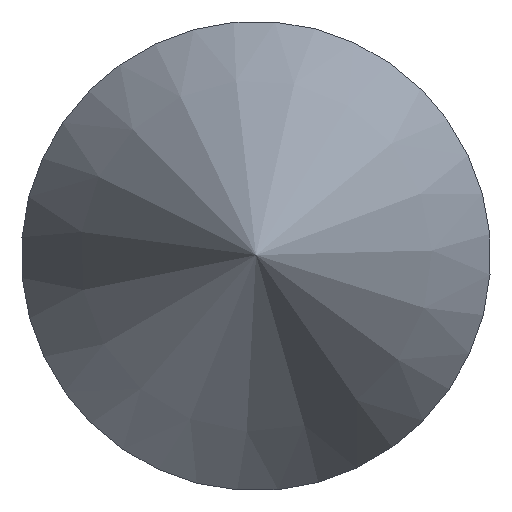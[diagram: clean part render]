
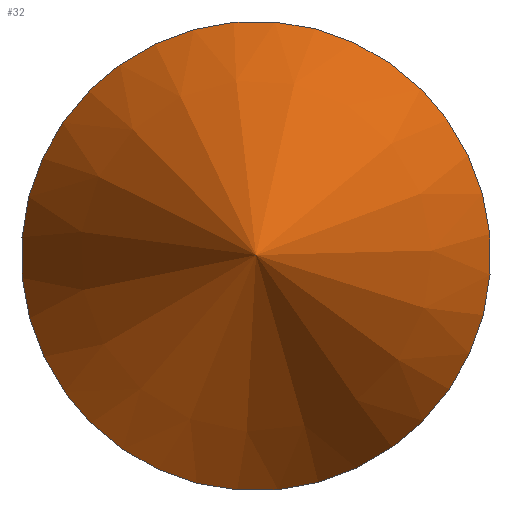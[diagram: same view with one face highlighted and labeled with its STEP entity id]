
A CAD part, top view. The second image highlights one B-rep face of the part: STEP entity #32.
In plain terms, the highlighted conical face has half-angle 23.671 degrees and reference radius 3.95 mm.
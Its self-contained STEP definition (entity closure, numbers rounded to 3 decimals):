
#16=FACE_OUTER_BOUND('',#18,.T.);
#18=EDGE_LOOP('',(#27,#28,#29));
#20=LINE('',#71,#21);
#21=VECTOR('',#63,3.95);
#22=CIRCLE('',#55,7.9);
#23=VERTEX_POINT('',#68);
#24=VERTEX_POINT('',#70);
#25=EDGE_CURVE('',#23,#23,#22,.T.);
#26=EDGE_CURVE('',#23,#24,#20,.T.);
#27=ORIENTED_EDGE('',*,*,#25,.F.);
#28=ORIENTED_EDGE('',*,*,#26,.T.);
#29=ORIENTED_EDGE('',*,*,#26,.F.);
#31=CONICAL_SURFACE('',#54,3.95,0.413);
#32=ADVANCED_FACE('',(#16),#31,.T.);
#54=AXIS2_PLACEMENT_3D('',#67,#59,#60);
#55=AXIS2_PLACEMENT_3D('',#69,#61,#62);
#59=DIRECTION('center_axis',(0.,0.,
-1.));
#60=DIRECTION('ref_axis',(0.429,-0.903,0.));
#61=DIRECTION('center_axis',(0.,0.,
-1.));
#62=DIRECTION('ref_axis',(1.,0.,0.));
#63=DIRECTION('',(0.172,-0.363,0.916));
#67=CARTESIAN_POINT('Origin',(0.,0.,
9.011));
#68=CARTESIAN_POINT('',(-3.389,7.136,0.));
#69=CARTESIAN_POINT('Origin',(0.,0.,
0.));
#70=CARTESIAN_POINT('',(0.,0.,18.021));
#71=CARTESIAN_POINT('',(-1.694,3.568,9.011));
